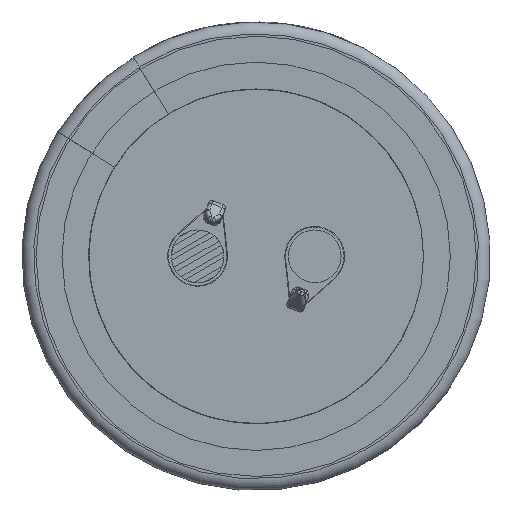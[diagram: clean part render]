
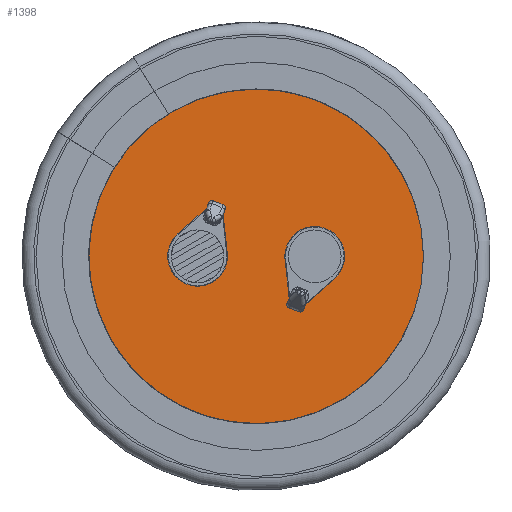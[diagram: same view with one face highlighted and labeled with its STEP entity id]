
A CAD part, front view. The second image highlights one B-rep face of the part: STEP entity #1398.
In plain terms, the highlighted planar face has unit normal (0, -1, 0).
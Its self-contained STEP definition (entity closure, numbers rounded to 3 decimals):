
#1398 = ADVANCED_FACE( '', ( #3089, #3090, #3091 ), #3092, .T. );
#3089 = FACE_OUTER_BOUND( '', #6623, .T. );
#3090 = FACE_BOUND( '', #6624, .T. );
#3091 = FACE_BOUND( '', #6625, .T. );
#3092 = PLANE( '', #6626 );
#6623 = EDGE_LOOP( '', ( #11485 ) );
#6624 = EDGE_LOOP( '', ( #11486, #11487, #11488, #11489 ) );
#6625 = EDGE_LOOP( '', ( #11490, #11491, #11492, #11493 ) );
#6626 = AXIS2_PLACEMENT_3D( '', #11494, #11495, #11496 );
#11485 = ORIENTED_EDGE( '', *, *, #14321, .T. );
#11486 = ORIENTED_EDGE( '', *, *, #13228, .F. );
#11487 = ORIENTED_EDGE( '', *, *, #14889, .F. );
#11488 = ORIENTED_EDGE( '', *, *, #14890, .F. );
#11489 = ORIENTED_EDGE( '', *, *, #14891, .F. );
#11490 = ORIENTED_EDGE( '', *, *, #14892, .T. );
#11491 = ORIENTED_EDGE( '', *, *, #14871, .T. );
#11492 = ORIENTED_EDGE( '', *, *, #14893, .T. );
#11493 = ORIENTED_EDGE( '', *, *, #14894, .T. );
#11494 = CARTESIAN_POINT( '', ( 0., 0., 0. ) );
#11495 = DIRECTION( '', ( 0., -1., 0. ) );
#11496 = DIRECTION( '', ( 0., 0., -1. ) );
#13228 = EDGE_CURVE( '', #15307, #15308, #15309, .T. );
#14321 = EDGE_CURVE( '', #17105, #17105, #17106, .T. );
#14871 = EDGE_CURVE( '', #17860, #17861, #17862, .T. );
#14889 = EDGE_CURVE( '', #17883, #15307, #17884, .T. );
#14890 = EDGE_CURVE( '', #17885, #17883, #17886, .T. );
#14891 = EDGE_CURVE( '', #15308, #17885, #17887, .T. );
#14892 = EDGE_CURVE( '', #17888, #17860, #17889, .T. );
#14893 = EDGE_CURVE( '', #17861, #17890, #17891, .T. );
#14894 = EDGE_CURVE( '', #17890, #17888, #17892, .T. );
#15307 = VERTEX_POINT( '', #18477 );
#15308 = VERTEX_POINT( '', #18478 );
#15309 = LINE( '', #18479, #18480 );
#17105 = VERTEX_POINT( '', #22338 );
#17106 = CIRCLE( '', #22339, 16.571 );
#17860 = VERTEX_POINT( '', #24409 );
#17861 = VERTEX_POINT( '', #24410 );
#17862 = LINE( '', #24411, #24412 );
#17883 = VERTEX_POINT( '', #24470 );
#17884 = LINE( '', #24471, #24472 );
#17885 = VERTEX_POINT( '', #24473 );
#17886 = LINE( '', #24474, #24475 );
#17887 = CIRCLE( '', #24476, 2.55 );
#17888 = VERTEX_POINT( '', #24477 );
#17889 = LINE( '', #24478, #24479 );
#17890 = VERTEX_POINT( '', #24480 );
#17891 = LINE( '', #24481, #24482 );
#17892 = CIRCLE( '', #24483, 2.55 );
#18477 = CARTESIAN_POINT( '', ( -4.27, 0., 4.059 ) );
#18478 = CARTESIAN_POINT( '', ( -6.694, 0., 1.906 ) );
#18479 = CARTESIAN_POINT( '', ( -4.27, 0., 4.059 ) );
#18480 = VECTOR( '', #25299, 1000. );
#22338 = CARTESIAN_POINT( '', ( 0., 0., -16.571 ) );
#22339 = AXIS2_PLACEMENT_3D( '', #25793, #25794, #25795 );
#24409 = CARTESIAN_POINT( '', ( 4.27, 0., -4.059 ) );
#24410 = CARTESIAN_POINT( '', ( 2.814, 0., -3.497 ) );
#24411 = CARTESIAN_POINT( '', ( 4.27, 0., -4.059 ) );
#24412 = VECTOR( '', #25924, 1000. );
#24470 = CARTESIAN_POINT( '', ( -2.814, 0., 3.497 ) );
#24471 = CARTESIAN_POINT( '', ( -2.814, 0., 3.497 ) );
#24472 = VECTOR( '', #25930, 1000. );
#24473 = CARTESIAN_POINT( '', ( -2.465, 0., 0.274 ) );
#24474 = CARTESIAN_POINT( '', ( -2.465, 0., 0.274 ) );
#24475 = VECTOR( '', #25931, 1000. );
#24476 = AXIS2_PLACEMENT_3D( '', #25932, #25933, #25934 );
#24477 = CARTESIAN_POINT( '', ( 6.694, 0., -1.906 ) );
#24478 = CARTESIAN_POINT( '', ( 6.694, 0., -1.906 ) );
#24479 = VECTOR( '', #25935, 1000. );
#24480 = CARTESIAN_POINT( '', ( 2.465, 0., -0.274 ) );
#24481 = CARTESIAN_POINT( '', ( 2.814, 0., -3.497 ) );
#24482 = VECTOR( '', #25936, 1000. );
#24483 = AXIS2_PLACEMENT_3D( '', #25937, #25938, #25939 );
#25299 = DIRECTION( '', ( -0.748, 0., -0.664 ) );
#25793 = CARTESIAN_POINT( '', ( 0., 0., 0. ) );
#25794 = DIRECTION( '', ( 0., -1., 0. ) );
#25795 = DIRECTION( '', ( 0., 0., -1. ) );
#25924 = DIRECTION( '', ( -0.933, 0., 0.36 ) );
#25930 = DIRECTION( '', ( -0.933, 0., 0.36 ) );
#25931 = DIRECTION( '', ( -0.108, 0., 0.994 ) );
#25932 = CARTESIAN_POINT( '', ( -5., 0., 0. ) );
#25933 = DIRECTION( '', ( 0., -1., 0. ) );
#25934 = DIRECTION( '', ( 0., 0., 1. ) );
#25935 = DIRECTION( '', ( -0.748, 0., -0.664 ) );
#25936 = DIRECTION( '', ( -0.108, 0., 0.994 ) );
#25937 = CARTESIAN_POINT( '', ( 5., 0., 0. ) );
#25938 = DIRECTION( '', ( 0., 1., 0. ) );
#25939 = DIRECTION( '', ( 0., 0., -1. ) );
